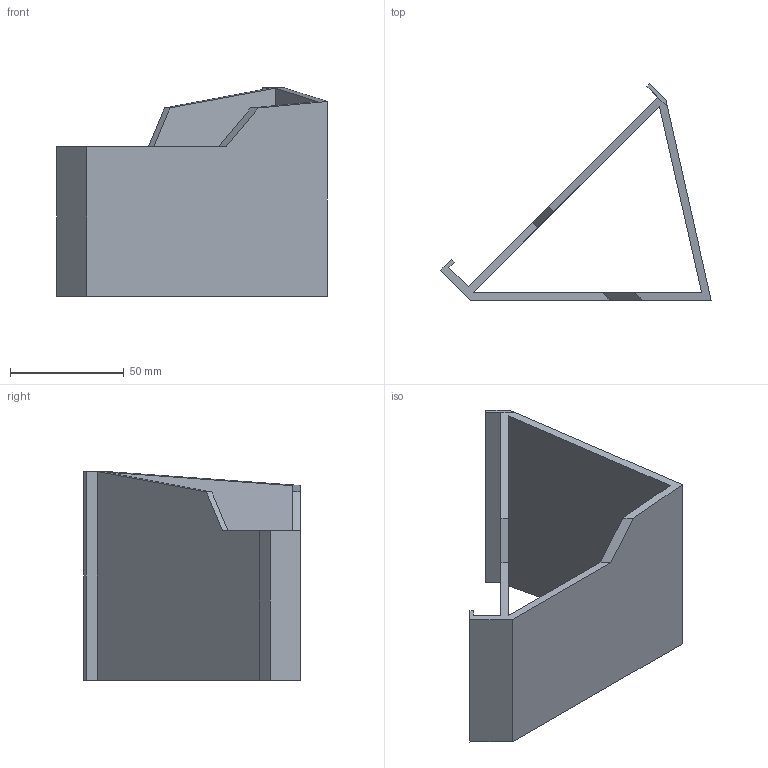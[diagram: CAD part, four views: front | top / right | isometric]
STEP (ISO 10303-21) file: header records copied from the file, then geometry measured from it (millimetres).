
FILE_DESCRIPTION(('FreeCAD Model'),'2;1');
FILE_NAME('Open CASCADE Shape Model','2025-04-25T11:50:52',(''),(''), 'Open CASCADE STEP processor 7.8','FreeCAD','Unknown');
FILE_SCHEMA(('AUTOMOTIVE_DESIGN { 1 0 10303 214 1 1 1 1 }'));
Length unit declared in the file: millimetre
Products named in the file (1): Body
Bounding box: 119.05 x 95.32 x 92 mm (x, y, z)
Volume: 88450.9 mm3; surface area: 55784.5 mm2
Topology: 1 solids, 1 shells, 20 faces, 56 edges, 37 vertices
Faces by surface type: plane 20
Entity records: 658 total; most frequent: CARTESIAN_POINT 114, ORIENTED_EDGE 112, DIRECTION 98, EDGE_CURVE 56, LINE 56, VECTOR 56, VERTEX_POINT 37, AXIS2_PLACEMENT_3D 21
